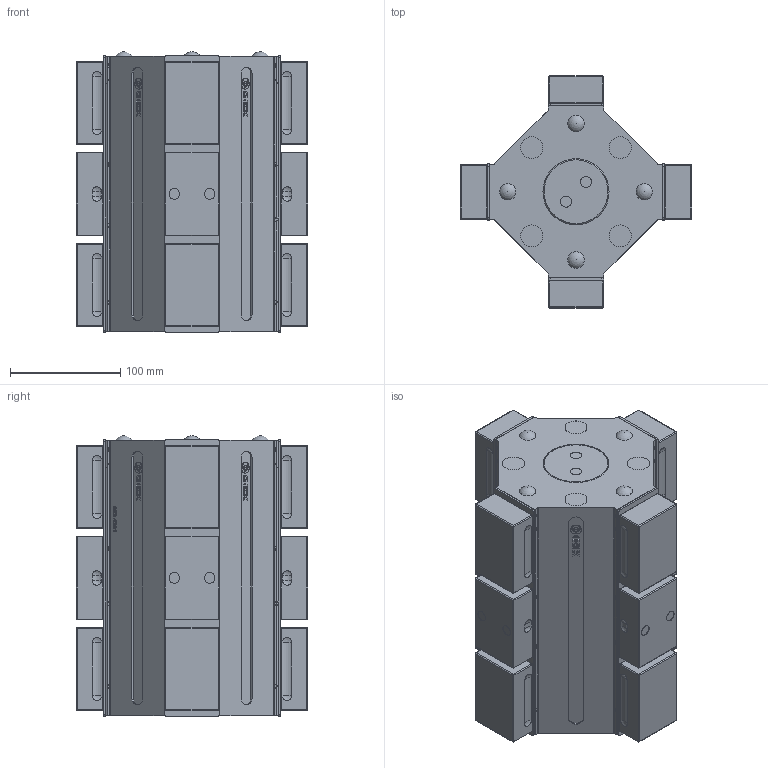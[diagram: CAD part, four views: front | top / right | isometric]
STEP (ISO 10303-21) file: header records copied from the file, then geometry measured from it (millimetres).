
FILE_DESCRIPTION((''),'2;1');
FILE_NAME('082-4201.stp','2015-03-12T09:49:24',('Dayne Stauffer'),(''),'Autodesk Inventor 2013','Autodesk Inventor 2013','');
FILE_SCHEMA(('AUTOMOTIVE_DESIGN { 1 0 10303 214 1 1 1 1 }'));
Length unit declared in the file: millimetre
Products named in the file (6): 082-4201; 082-4211; 5CP0525-ST; 080-2505; 080-2553; 080-2511
Assembly tree (12 placements, depth 3):
  082-4201
    082-4211
    5CP0525-ST  x4
    080-2505  x4
      080-2553
      080-2511
Bounding box: 210 x 210 x 254 mm (x, y, z)
Volume: 5042983.8 mm3; surface area: 516100.6 mm2
Topology: 41 solids, 41 shells, 2582 faces, 6456 edges, 4129 vertices
Faces by surface type: plane 1198, bspline 671, cylinder 516, sphere 148, torus 32, cone 17
Full cylindrical faces by diameter (mm): 5.2 x8, 9.14 x8, 9.65 x16, 10 x58, 10.106 x8, 12.7 x24, 14 x24, 20 x4, 49.9 x1, 59.98 x1
Entity records: 54639 total; most frequent: CARTESIAN_POINT 16683, ORIENTED_EDGE 8242, DIRECTION 6242, EDGE_CURVE 4121, VERTEX_POINT 2779, VECTOR 2476, LINE 2476, EDGE_LOOP 2004
